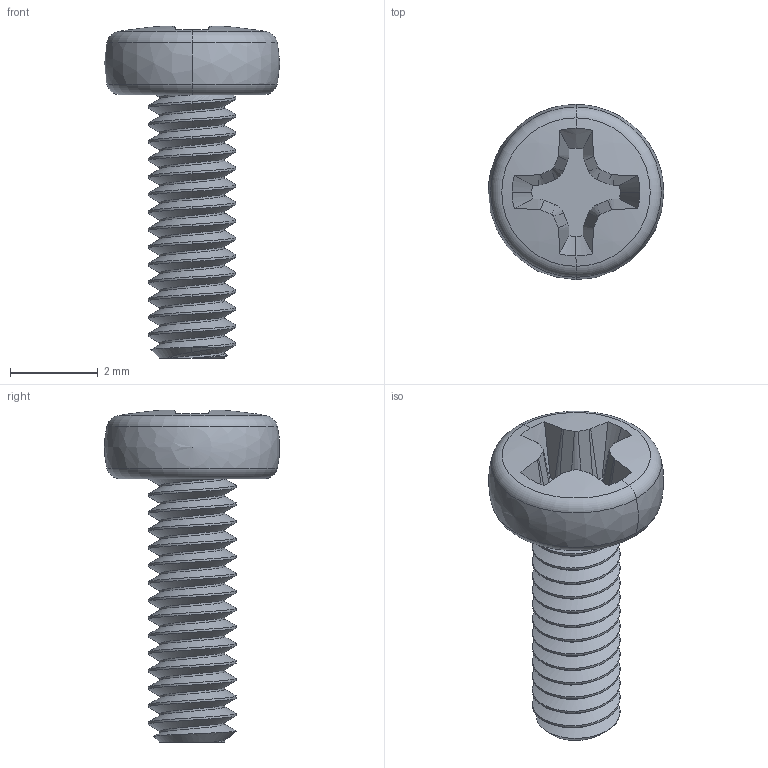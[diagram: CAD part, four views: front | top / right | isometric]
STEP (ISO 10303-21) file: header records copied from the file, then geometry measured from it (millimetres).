
FILE_DESCRIPTION (( 'STEP AP203' ), '1' );
FILE_NAME ('92005A023_Steel Pan Head Phillips Screw.STEP', '2022-12-02T17:13:02', ( 'Administrator' ), ( 'Managed by Terraform' ), 'SwSTEP 2.0', 'SolidWorks 2017', '' );
FILE_SCHEMA (( 'CONFIG_CONTROL_DESIGN' ));
Length unit declared in the file: millimetre
Products named in the file (1): 92005A023_Steel Pan Head Phillips Screw
Bounding box: 4 x 3.99 x 7.57 mm (x, y, z)
Volume: 28.5 mm3; surface area: 103.9 mm2
Topology: 1 solids, 1 shells, 81 faces, 231 edges, 151 vertices
Faces by surface type: cylinder 29, cone 22, plane 19, torus 4, sphere 4, bspline 3
Entity records: 4733 total; most frequent: CARTESIAN_POINT 2765, ORIENTED_EDGE 452, DIRECTION 357, EDGE_CURVE 226, VERTEX_POINT 148, AXIS2_PLACEMENT_3D 142, EDGE_LOOP 82, ADVANCED_FACE 81
